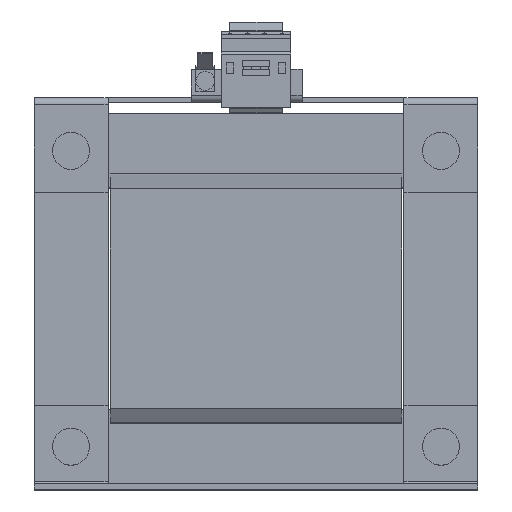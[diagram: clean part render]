
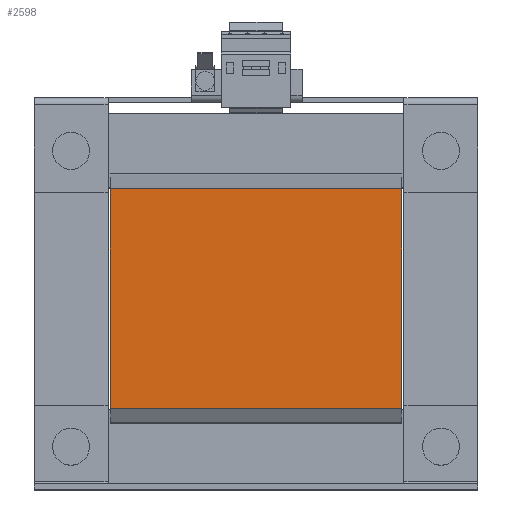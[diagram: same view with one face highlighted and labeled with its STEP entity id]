
A CAD part, top view. The second image highlights one B-rep face of the part: STEP entity #2598.
In plain terms, the highlighted planar face has unit normal (0, 0, 1).
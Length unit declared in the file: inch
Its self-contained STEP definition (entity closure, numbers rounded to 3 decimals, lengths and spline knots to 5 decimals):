
#329 = VECTOR ( 'NONE', #466, 39.37008 ) ;
#466 = DIRECTION ( 'NONE',  ( 0., -1., 0. ) ) ;
#669 = ORIENTED_EDGE ( 'NONE', *, *, #6379, .T. ) ;
#981 = PLANE ( 'NONE',  #7262 ) ;
#1689 = DIRECTION ( 'NONE',  ( 0., 1., 0. ) ) ;
#2087 = CARTESIAN_POINT ( 'NONE',  ( 2.48031, -1.87008, 3.0315 ) ) ;
#2170 = EDGE_CURVE ( 'NONE', #9765, #8817, #2908, .T. ) ;
#2562 = LINE ( 'NONE', #6566, #3061 ) ;
#2598 = ADVANCED_FACE ( 'NONE', ( #10163 ), #981, .F. ) ;
#2667 = CARTESIAN_POINT ( 'NONE',  ( -2.48031, 0., 3.0315 ) ) ;
#2908 = LINE ( 'NONE', #3024, #329 ) ;
#3024 = CARTESIAN_POINT ( 'NONE',  ( 2.48031, 0., 3.0315 ) ) ;
#3061 = VECTOR ( 'NONE', #4137, 39.37008 ) ;
#3115 = ORIENTED_EDGE ( 'NONE', *, *, #9725, .F. ) ;
#3469 = DIRECTION ( 'NONE',  ( 0., 0., -1. ) ) ;
#3570 = VECTOR ( 'NONE', #8463, 39.37008 ) ;
#3851 = VECTOR ( 'NONE', #3871, 39.37008 ) ;
#3871 = DIRECTION ( 'NONE',  ( 1., 0., 0. ) ) ;
#4137 = DIRECTION ( 'NONE',  ( 1., 0., 0. ) ) ;
#5125 = CARTESIAN_POINT ( 'NONE',  ( 2.48031, -1.87008, 3.0315 ) ) ;
#5158 = EDGE_LOOP ( 'NONE', ( #669, #9199, #3115, #7806 ) ) ;
#6197 = LINE ( 'NONE', #2087, #3851 ) ;
#6379 = EDGE_CURVE ( 'NONE', #6971, #8817, #6197, .T. ) ;
#6566 = CARTESIAN_POINT ( 'NONE',  ( 2.48031, 1.87008, 3.0315 ) ) ;
#6971 = VERTEX_POINT ( 'NONE', #10098 ) ;
#7262 = AXIS2_PLACEMENT_3D ( 'NONE', #7587, #3469, #1689 ) ;
#7438 = CARTESIAN_POINT ( 'NONE',  ( 2.48031, 1.87008, 3.0315 ) ) ;
#7587 = CARTESIAN_POINT ( 'NONE',  ( 2.48031, -1.87008, 3.0315 ) ) ;
#7806 = ORIENTED_EDGE ( 'NONE', *, *, #9946, .T. ) ;
#8463 = DIRECTION ( 'NONE',  ( 0., -1., 0. ) ) ;
#8817 = VERTEX_POINT ( 'NONE', #5125 ) ;
#8878 = CARTESIAN_POINT ( 'NONE',  ( -2.48031, 1.87008, 3.0315 ) ) ;
#9199 = ORIENTED_EDGE ( 'NONE', *, *, #2170, .F. ) ;
#9725 = EDGE_CURVE ( 'NONE', #10136, #9765, #2562, .T. ) ;
#9765 = VERTEX_POINT ( 'NONE', #7438 ) ;
#9946 = EDGE_CURVE ( 'NONE', #10136, #6971, #10069, .T. ) ;
#10069 = LINE ( 'NONE', #2667, #3570 ) ;
#10098 = CARTESIAN_POINT ( 'NONE',  ( -2.48031, -1.87008, 3.0315 ) ) ;
#10136 = VERTEX_POINT ( 'NONE', #8878 ) ;
#10163 = FACE_OUTER_BOUND ( 'NONE', #5158, .T. ) ;
